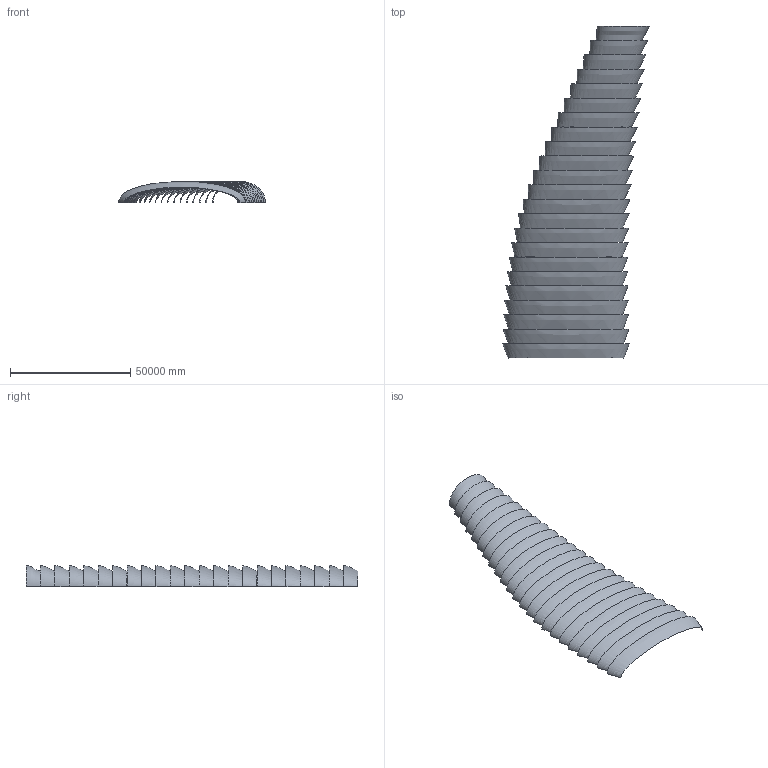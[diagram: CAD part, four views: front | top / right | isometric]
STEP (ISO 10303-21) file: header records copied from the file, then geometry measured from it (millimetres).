
FILE_DESCRIPTION(/* description */ (''),/* implementation_level */ '2;1');
FILE_NAME(/* name */ 'annen',/* time_stamp */ '2024-10-10T17:07:12+02:00',/* author */ (''),/* organization */ (''),/* preprocessor_version */ 'ST-DEVELOPER v19.2',/* originating_system */ 'Rhino 8.12',/* authorisation */ '');
FILE_SCHEMA (('CONFIG_CONTROL_DESIGN'));
Length unit declared in the file: millimetre
Products named in the file (1): Document
Bounding box: 60936.49 x 137920 x 8859.87 mm (x, y, z)
Surface area: 6605422702.6 mm2 (no closed solid volume)
Topology: 0 solids, 23 shells, 23 faces, 92 edges, 92 vertices
Faces by surface type: bspline 23
Entity records: 38764 total; most frequent: CARTESIAN_POINT 38168, ORIENTED_EDGE 92, EDGE_CURVE 92, B_SPLINE_CURVE_WITH_KNOTS 92, VERTEX_POINT 92, SHELL_BASED_SURFACE_MODEL 23, OPEN_SHELL 23, ADVANCED_FACE 23
